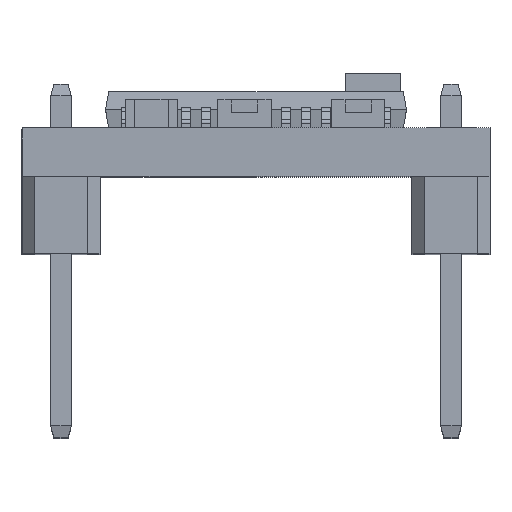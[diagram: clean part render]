
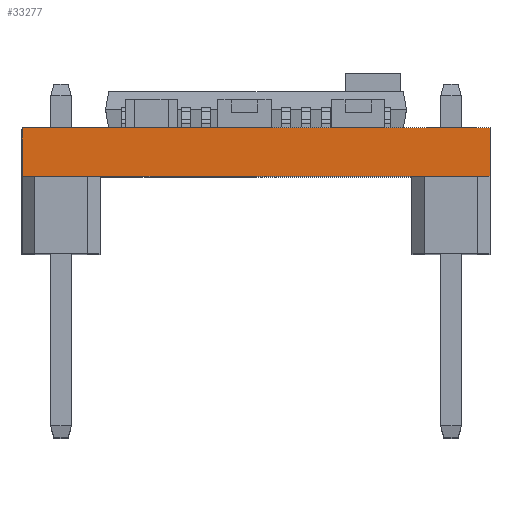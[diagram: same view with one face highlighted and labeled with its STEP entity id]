
A CAD part, top view. The second image highlights one B-rep face of the part: STEP entity #33277.
In plain terms, the highlighted planar face has unit normal (0, 0, 1).
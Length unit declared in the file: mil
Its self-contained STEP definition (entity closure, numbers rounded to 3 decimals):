
#478 = CARTESIAN_POINT ( 'NONE',  ( 0., 161., 400. ) ) ;
#1983 = VECTOR ( 'NONE', #10810, 39370.079 ) ;
#3826 = EDGE_LOOP ( 'NONE', ( #7421, #35534, #8608, #12875 ) ) ;
#4802 = CARTESIAN_POINT ( 'NONE',  ( -300., 99., 400. ) ) ;
#5635 = EDGE_CURVE ( 'NONE', #26204, #20362, #7584, .T. ) ;
#5755 = CARTESIAN_POINT ( 'NONE',  ( 0., 99., 400. ) ) ;
#6455 = DIRECTION ( 'NONE',  ( 0., -1., 0. ) ) ;
#7421 = ORIENTED_EDGE ( 'NONE', *, *, #21134, .F. ) ;
#7422 = CARTESIAN_POINT ( 'NONE',  ( 300., 99., 400. ) ) ;
#7584 = LINE ( 'NONE', #11988, #28316 ) ;
#7830 = CARTESIAN_POINT ( 'NONE',  ( 300., 161., 400. ) ) ;
#8608 = ORIENTED_EDGE ( 'NONE', *, *, #11517, .T. ) ;
#8977 = VERTEX_POINT ( 'NONE', #7422 ) ;
#10810 = DIRECTION ( 'NONE',  ( -1., 0., 0. ) ) ;
#11018 = LINE ( 'NONE', #34034, #28666 ) ;
#11517 = EDGE_CURVE ( 'NONE', #16057, #26204, #20991, .T. ) ;
#11988 = CARTESIAN_POINT ( 'NONE',  ( -300., 161., 400. ) ) ;
#12875 = ORIENTED_EDGE ( 'NONE', *, *, #5635, .T. ) ;
#13469 = VECTOR ( 'NONE', #35700, 39370.079 ) ;
#13925 = LINE ( 'NONE', #5755, #1983 ) ;
#14676 = EDGE_CURVE ( 'NONE', #16057, #8977, #11018, .T. ) ;
#16057 = VERTEX_POINT ( 'NONE', #7830 ) ;
#17159 = DIRECTION ( 'NONE',  ( 0., -1., 0. ) ) ;
#18286 = DIRECTION ( 'NONE',  ( 1., 0., 0. ) ) ;
#20362 = VERTEX_POINT ( 'NONE', #4802 ) ;
#20991 = LINE ( 'NONE', #32857, #13469 ) ;
#21134 = EDGE_CURVE ( 'NONE', #8977, #20362, #13925, .T. ) ;
#23912 = DIRECTION ( 'NONE',  ( 0., 0., 1. ) ) ;
#26204 = VERTEX_POINT ( 'NONE', #27674 ) ;
#26329 = FACE_OUTER_BOUND ( 'NONE', #3826, .T. ) ;
#27674 = CARTESIAN_POINT ( 'NONE',  ( -300., 161., 400. ) ) ;
#28316 = VECTOR ( 'NONE', #6455, 39370.079 ) ;
#28634 = PLANE ( 'NONE',  #35215 ) ;
#28666 = VECTOR ( 'NONE', #17159, 39370.079 ) ;
#32857 = CARTESIAN_POINT ( 'NONE',  ( 0., 161., 400. ) ) ;
#33277 = ADVANCED_FACE ( 'NONE', ( #26329 ), #28634, .T. ) ;
#34034 = CARTESIAN_POINT ( 'NONE',  ( 300., 161., 400. ) ) ;
#35215 = AXIS2_PLACEMENT_3D ( 'NONE', #478, #23912, #18286 ) ;
#35534 = ORIENTED_EDGE ( 'NONE', *, *, #14676, .F. ) ;
#35700 = DIRECTION ( 'NONE',  ( -1., 0., 0. ) ) ;
